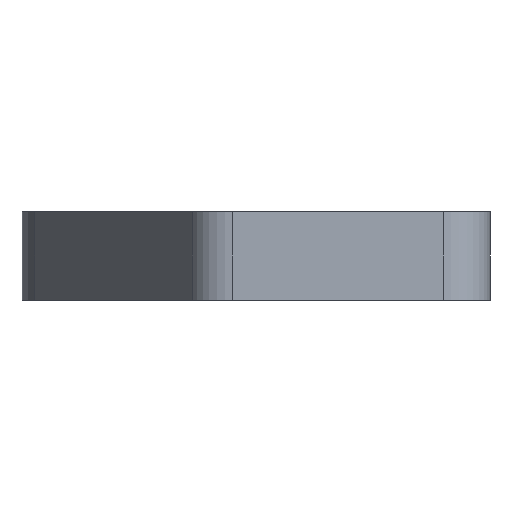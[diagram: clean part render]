
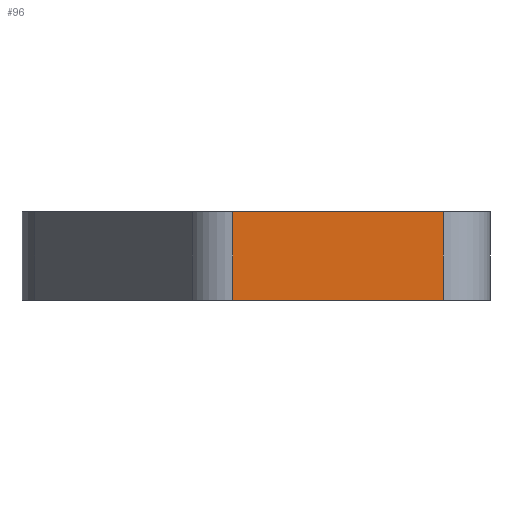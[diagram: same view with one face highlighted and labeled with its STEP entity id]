
A CAD part, front view. The second image highlights one B-rep face of the part: STEP entity #96.
In plain terms, the highlighted planar face has unit normal (0, -1, 0).
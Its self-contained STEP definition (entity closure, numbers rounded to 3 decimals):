
#11 = DIRECTION ( 'NONE',  ( 1., 0., 0. ) ) ;
#35 = CARTESIAN_POINT ( 'NONE',  ( -129.309, 470., 19. ) ) ;
#52 = DIRECTION ( 'NONE',  ( 0., 1., 0. ) ) ;
#64 = CARTESIAN_POINT ( 'NONE',  ( -90., 470., -177.902 ) ) ;
#94 = CARTESIAN_POINT ( 'NONE',  ( -135.083, 470., 19. ) ) ;
#96 = ADVANCED_FACE ( 'NONE', ( #1304 ), #770, .F. ) ;
#99 = EDGE_CURVE ( 'NONE', #1240, #281, #1447, .T. ) ;
#106 = CARTESIAN_POINT ( 'NONE',  ( -129.309, 470., 19. ) ) ;
#154 = VERTEX_POINT ( 'NONE', #1142 ) ;
#177 = DIRECTION ( 'NONE',  ( 0., 0., 1. ) ) ;
#210 = LINE ( 'NONE', #106, #1082 ) ;
#264 = CARTESIAN_POINT ( 'NONE',  ( -129.309, 470., 0. ) ) ;
#280 = ORIENTED_EDGE ( 'NONE', *, *, #99, .F. ) ;
#281 = VERTEX_POINT ( 'NONE', #94 ) ;
#372 = DIRECTION ( 'NONE',  ( 1., 0., 0. ) ) ;
#385 = ORIENTED_EDGE ( 'NONE', *, *, #819, .F. ) ;
#411 = CARTESIAN_POINT ( 'NONE',  ( -135.083, 470., 0. ) ) ;
#459 = EDGE_CURVE ( 'NONE', #619, #154, #608, .T. ) ;
#502 = AXIS2_PLACEMENT_3D ( 'NONE', #35, #52, #764 ) ;
#530 = CARTESIAN_POINT ( 'NONE',  ( -90., 470., 0. ) ) ;
#608 = LINE ( 'NONE', #64, #897 ) ;
#619 = VERTEX_POINT ( 'NONE', #530 ) ;
#621 = ORIENTED_EDGE ( 'NONE', *, *, #966, .T. ) ;
#632 = CARTESIAN_POINT ( 'NONE',  ( -135.083, 470., -177.902 ) ) ;
#667 = LINE ( 'NONE', #264, #986 ) ;
#764 = DIRECTION ( 'NONE',  ( -1., 0., 0. ) ) ;
#770 = PLANE ( 'NONE',  #502 ) ;
#819 = EDGE_CURVE ( 'NONE', #281, #154, #210, .T. ) ;
#897 = VECTOR ( 'NONE', #913, 1000. ) ;
#913 = DIRECTION ( 'NONE',  ( 0., 0., 1. ) ) ;
#966 = EDGE_CURVE ( 'NONE', #1240, #619, #667, .T. ) ;
#986 = VECTOR ( 'NONE', #11, 1000. ) ;
#1082 = VECTOR ( 'NONE', #372, 1000. ) ;
#1108 = VECTOR ( 'NONE', #177, 1000. ) ;
#1142 = CARTESIAN_POINT ( 'NONE',  ( -90., 470., 19. ) ) ;
#1240 = VERTEX_POINT ( 'NONE', #411 ) ;
#1248 = ORIENTED_EDGE ( 'NONE', *, *, #459, .T. ) ;
#1304 = FACE_OUTER_BOUND ( 'NONE', #1451, .T. ) ;
#1447 = LINE ( 'NONE', #632, #1108 ) ;
#1451 = EDGE_LOOP ( 'NONE', ( #385, #280, #621, #1248 ) ) ;
